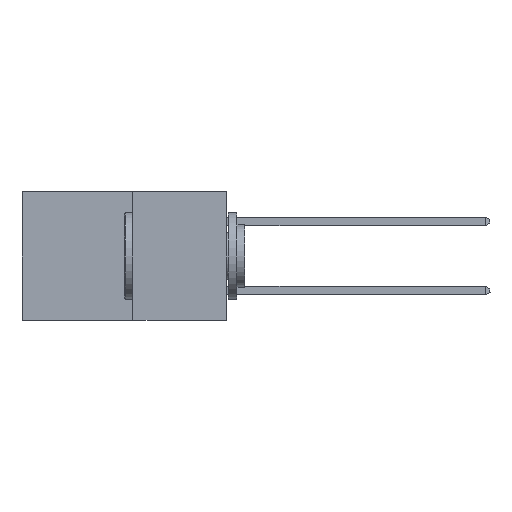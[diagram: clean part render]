
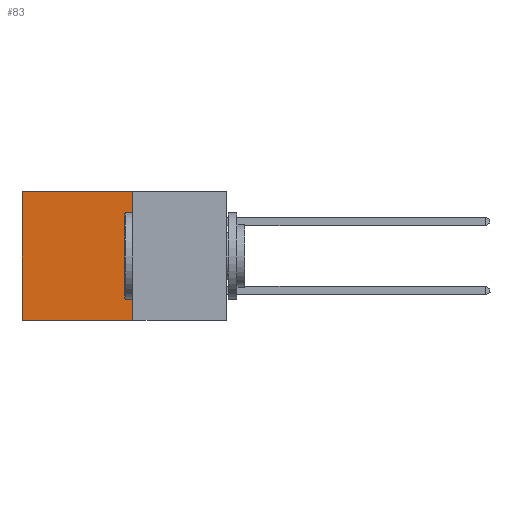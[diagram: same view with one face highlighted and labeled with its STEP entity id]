
A CAD part, left-side view. The second image highlights one B-rep face of the part: STEP entity #83.
In plain terms, the highlighted planar face has unit normal (-1, 0, 0).
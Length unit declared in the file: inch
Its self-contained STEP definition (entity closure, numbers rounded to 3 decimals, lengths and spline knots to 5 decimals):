
#83 = ADVANCED_FACE ( 'NONE', ( #2365 ), #12798, .F. ) ;
#2365 = FACE_OUTER_BOUND ( 'NONE', #22452, .T. ) ;
#2843 = LINE ( 'NONE', #21104, #12824 ) ;
#3427 = ORIENTED_EDGE ( 'NONE', *, *, #17546, .F. ) ;
#3736 = EDGE_CURVE ( 'NONE', #20591, #3928, #12780, .T. ) ;
#3928 = VERTEX_POINT ( 'NONE', #6417 ) ;
#4767 = CARTESIAN_POINT ( 'NONE',  ( 0.277, 0.27, -0.37 ) ) ;
#5416 = LINE ( 'NONE', #12194, #15460 ) ;
#6417 = CARTESIAN_POINT ( 'NONE',  ( 0.277, 0.59, -0.37 ) ) ;
#7160 = EDGE_CURVE ( 'NONE', #17108, #25129, #5416, .T. ) ;
#7960 = ORIENTED_EDGE ( 'NONE', *, *, #7160, .T. ) ;
#8367 = DIRECTION ( 'NONE',  ( 1., 0., 0. ) ) ;
#10529 = LINE ( 'NONE', #11693, #21168 ) ;
#11505 = VECTOR ( 'NONE', #24868, 39.37008 ) ;
#11693 = CARTESIAN_POINT ( 'NONE',  ( 0.277, 0.59, -0.37 ) ) ;
#11731 = AXIS2_PLACEMENT_3D ( 'NONE', #4767, #8367, #13758 ) ;
#11888 = EDGE_CURVE ( 'NONE', #25129, #3928, #10529, .T. ) ;
#12194 = CARTESIAN_POINT ( 'NONE',  ( 0.277, 0.27, 0. ) ) ;
#12780 = LINE ( 'NONE', #22746, #11505 ) ;
#12798 = PLANE ( 'NONE',  #11731 ) ;
#12824 = VECTOR ( 'NONE', #23128, 39.37008 ) ;
#13733 = DIRECTION ( 'NONE',  ( 0., 0., -1. ) ) ;
#13758 = DIRECTION ( 'NONE',  ( 0., 0., -1. ) ) ;
#14564 = ORIENTED_EDGE ( 'NONE', *, *, #3736, .F. ) ;
#15460 = VECTOR ( 'NONE', #16251, 39.37008 ) ;
#16251 = DIRECTION ( 'NONE',  ( 0., 1., 0. ) ) ;
#17108 = VERTEX_POINT ( 'NONE', #21737 ) ;
#17546 = EDGE_CURVE ( 'NONE', #17108, #20591, #2843, .T. ) ;
#19224 = ORIENTED_EDGE ( 'NONE', *, *, #11888, .T. ) ;
#19322 = CARTESIAN_POINT ( 'NONE',  ( 0.277, 0.27, -0.37 ) ) ;
#20591 = VERTEX_POINT ( 'NONE', #19322 ) ;
#21051 = CARTESIAN_POINT ( 'NONE',  ( 0.277, 0.59, 0. ) ) ;
#21104 = CARTESIAN_POINT ( 'NONE',  ( 0.277, 0.27, -0.37 ) ) ;
#21168 = VECTOR ( 'NONE', #13733, 39.37008 ) ;
#21737 = CARTESIAN_POINT ( 'NONE',  ( 0.277, 0.27, 0. ) ) ;
#22452 = EDGE_LOOP ( 'NONE', ( #19224, #14564, #3427, #7960 ) ) ;
#22746 = CARTESIAN_POINT ( 'NONE',  ( 0.277, 0.27, -0.37 ) ) ;
#23128 = DIRECTION ( 'NONE',  ( 0., 0., -1. ) ) ;
#24868 = DIRECTION ( 'NONE',  ( 0., 1., 0. ) ) ;
#25129 = VERTEX_POINT ( 'NONE', #21051 ) ;
